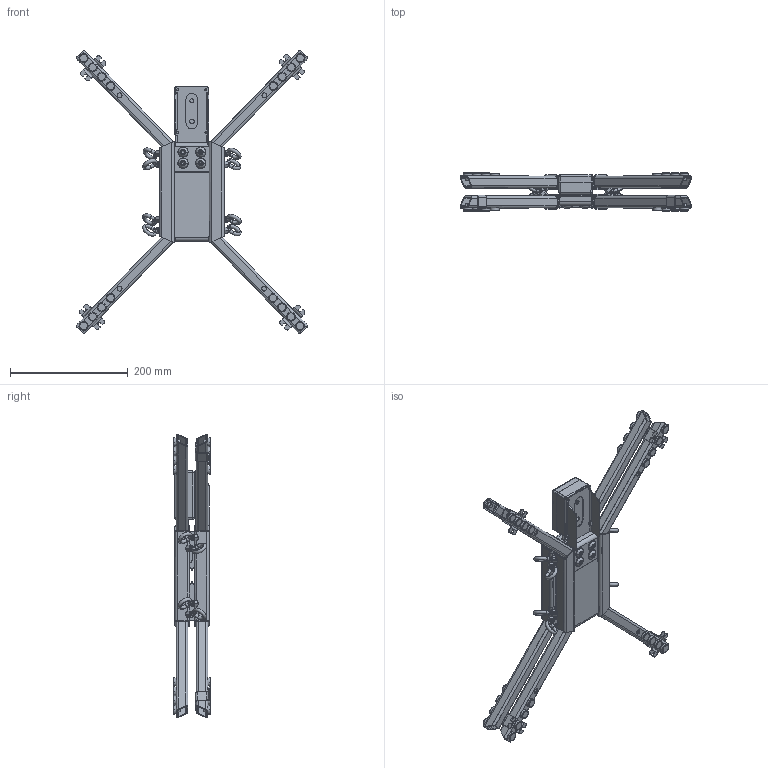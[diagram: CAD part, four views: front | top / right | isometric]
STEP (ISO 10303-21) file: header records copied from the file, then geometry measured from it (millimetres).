
FILE_DESCRIPTION((''),'2;1');
FILE_NAME('BMS-V3_ASM','2019-11-02T',('laptop'),(''),'PRO/ENGINEER BY PARAMETRIC TECHNOLOGY CORPORATION, 2017170','PRO/ENGINEER BY PARAMETRIC TECHNOLOGY CORPORATION, 2017170','');
FILE_SCHEMA(('CONFIG_CONTROL_DESIGN'));
Length unit declared in the file: millimetre
Products named in the file (21): H40A-C3-0150; LOADCELL_ASM; BMS-V3_FRAME_CENTRE; BMS-V3_FRAME_TUBE; M6_NUT; BMS-V3_FRAME_ASM; BMS-V3_SUPPORT_L; BUFFERVOET_D15_D8-5-7; BMS-V3_SUPPORT_L_ASM; BMS-V3_SUPPORT_R; BMS-V3_SUPPORT_R_ASM; M8X20; BMS-V3_HALF_ASM; M6_WING_THREAD; M6_WING_ASM; EC_BOX_83X58X33; BMS-V3_FRAME_EC_BRACKET; BMS-V3_FRAME_EC_BRACKET_ASM; BMS_HALF_EC_EC_ASM; BMS-V3_CLAMP; BMS-V3_ASM
Assembly tree (47 placements, depth 5):
  BMS-V3_ASM
    LOADCELL_ASM
      H40A-C3-0150
    BMS-V3_HALF_ASM
      BMS-V3_FRAME_ASM
        BMS-V3_FRAME_CENTRE
        BMS-V3_FRAME_TUBE  x2
        M6_NUT  x4
      BMS-V3_SUPPORT_L_ASM  x2
        BMS-V3_SUPPORT_L
        BUFFERVOET_D15_D8-5-7
      BMS-V3_SUPPORT_R_ASM  x2
        BMS-V3_SUPPORT_R
        BUFFERVOET_D15_D8-5-7
      M8X20  x4
    M6_WING_ASM  x8
      M6_WING_THREAD
    BMS_HALF_EC_EC_ASM
      BMS-V3_HALF_ASM
        BMS-V3_FRAME_ASM
          BMS-V3_FRAME_CENTRE
          BMS-V3_FRAME_TUBE  x2
          M6_NUT  x4
        BMS-V3_SUPPORT_L_ASM  x2
          BMS-V3_SUPPORT_L
          BUFFERVOET_D15_D8-5-7
        BMS-V3_SUPPORT_R_ASM  x2
          BMS-V3_SUPPORT_R
          BUFFERVOET_D15_D8-5-7
        M8X20  x4
      EC_BOX_83X58X33
      BMS-V3_FRAME_EC_BRACKET_ASM
        BMS-V3_FRAME_EC_BRACKET
    BMS-V3_CLAMP  x4
Bounding box: 394.68 x 64 x 481.71 mm (x, y, z)
Volume: 829372.6 mm3; surface area: 617049.7 mm2
Topology: 77 solids, 77 shells, 2610 faces, 6624 edges, 4224 vertices
Faces by surface type: cylinder 1164, plane 848, bspline 242, cone 208, torus 128, sphere 16, extrusion 4
Entity records: 32891 total; most frequent: CARTESIAN_POINT 10406, ORIENTED_EDGE 3520, DIRECTION 3412, PRESENTATION_STYLE_ASSIGNMENT 1777, STYLED_ITEM 1772, CURVE_STYLE 1760, EDGE_CURVE 1760, AXIS2_PLACEMENT_3D 1219
